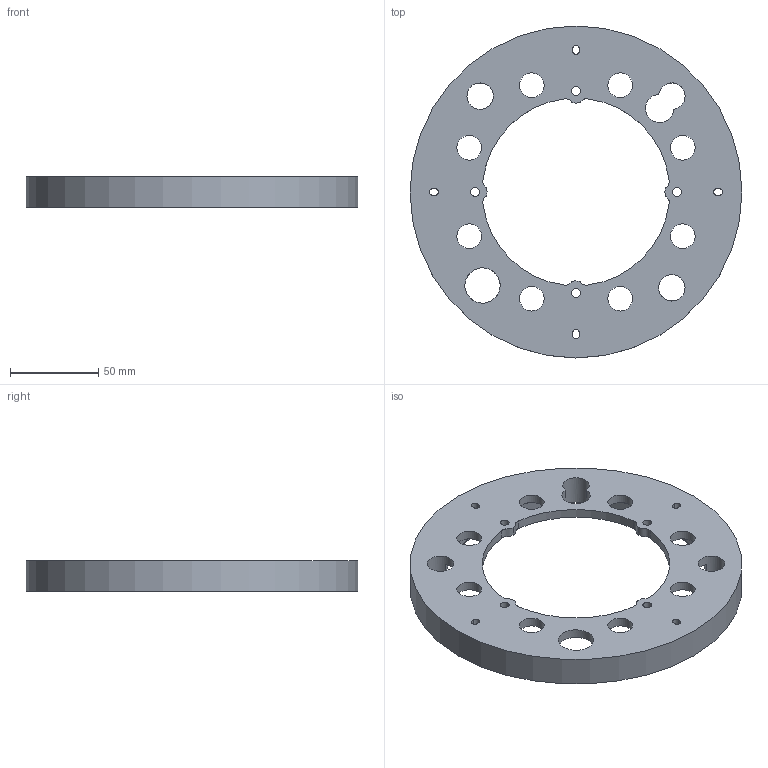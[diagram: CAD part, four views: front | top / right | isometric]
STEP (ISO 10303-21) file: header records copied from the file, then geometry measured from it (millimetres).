
FILE_DESCRIPTION(/* description */ ('','CAx-IF Rec.Pracs.---Representation and Presentation of Product Manufacturing Information (PMI)---4.0---2014-10-13'),/* implementation_level */ '2;1');
FILE_NAME(/* name */ 'Interface Disk v5.step',/* time_stamp */ '2025-02-22T07:50:17+01:00',/* author */ (''),/* organization */ (''),/* preprocessor_version */ 'ST-DEVELOPER v20',/* originating_system */ 'Autodesk Translation Framework v13.20.0.188',/* authorisation */ '');
FILE_SCHEMA (('AP242_MANAGED_MODEL_BASED_3D_ENGINEERING_MIM_LF { 1 0 10303 442 1 1 4 }'));
Length unit declared in the file: millimetre
Products named in the file (2): Interface Disk v5; Interface Disk
Assembly tree (1 placements, depth 2):
  Interface Disk v5
    Interface Disk
Bounding box: 188 x 188 x 17 mm (x, y, z)
Volume: 197929.2 mm3; surface area: 55551.4 mm2
Topology: 1 solids, 1 shells, 62 faces, 187 edges, 125 vertices
Faces by surface type: cylinder 38, plane 16, bspline 8
Full cylindrical faces by diameter (mm): 5 x4, 14 x8, 15 x2, 20 x1, 188 x1
Entity records: 3360 total; most frequent: CARTESIAN_POINT 1489, DIRECTION 402, ORIENTED_EDGE 374, EDGE_CURVE 187, AXIS2_PLACEMENT_3D 174, VERTEX_POINT 125, CIRCLE 117, EDGE_LOOP 102
